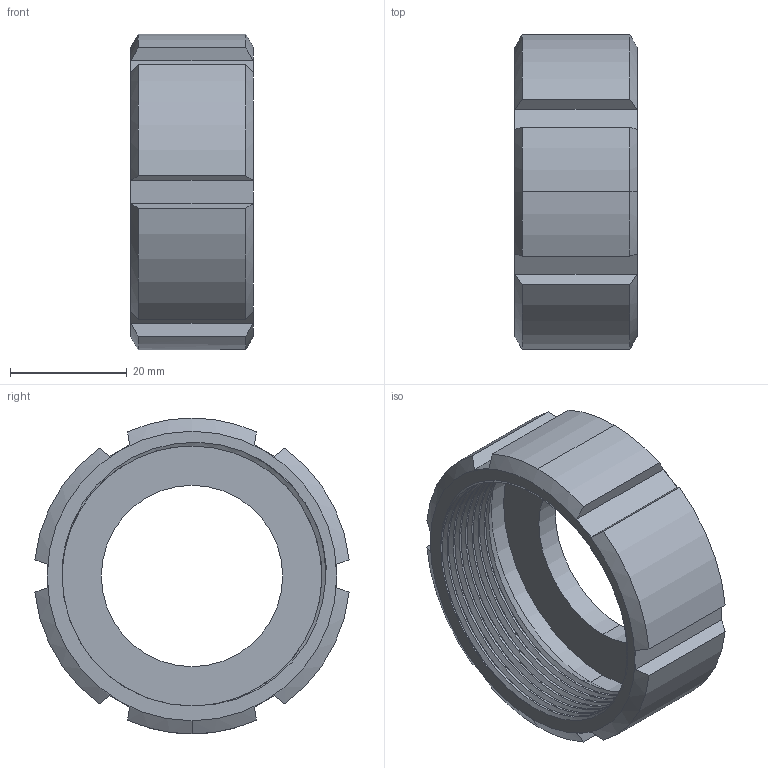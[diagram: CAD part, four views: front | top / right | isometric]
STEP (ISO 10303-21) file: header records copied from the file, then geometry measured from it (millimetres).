
FILE_DESCRIPTION (( 'STEP AP203' ), '1' );
FILE_NAME ('3D-M2003P_DN20_174052020.STEP', '2024-09-11T17:35:57', ( '' ), ( '' ), 'SwSTEP 2.0', 'SolidWorks 2024', '' );
FILE_SCHEMA (( 'CONFIG_CONTROL_DESIGN' ));
Length unit declared in the file: millimetre
Products named in the file (1): 3D-M2003P_DN20_174052020
Bounding box: 21 x 53.72 x 54 mm (x, y, z)
Volume: 15296.7 mm3; surface area: 10756.1 mm2
Topology: 1 solids, 1 shells, 68 faces, 179 edges, 114 vertices
Faces by surface type: cylinder 27, plane 22, cone 16, bspline 3
Entity records: 3701 total; most frequent: CARTESIAN_POINT 2141, ORIENTED_EDGE 358, DIRECTION 258, EDGE_CURVE 179, VERTEX_POINT 114, AXIS2_PLACEMENT_3D 105, EDGE_LOOP 71, FACE_OUTER_BOUND 68
